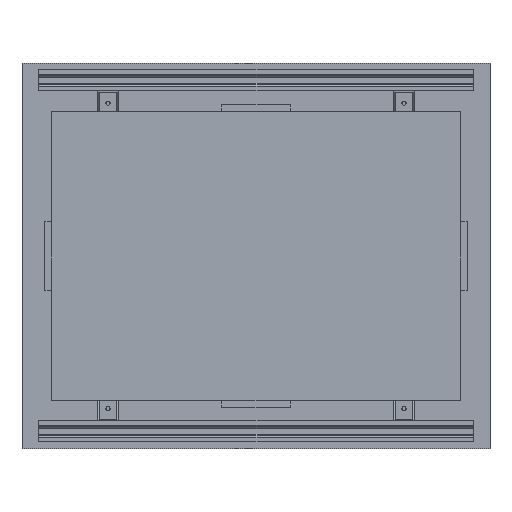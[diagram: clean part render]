
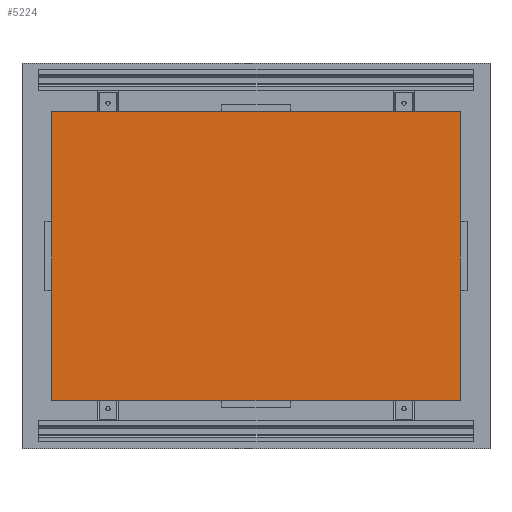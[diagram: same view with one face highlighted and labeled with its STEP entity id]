
A CAD part, top view. The second image highlights one B-rep face of the part: STEP entity #5224.
In plain terms, the highlighted planar face has unit normal (0, 0, 1).
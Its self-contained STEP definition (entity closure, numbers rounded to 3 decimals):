
#113=FACE_OUTER_BOUND('',#402,.T.);
#402=EDGE_LOOP('',(#3507,#3508,#3509,#3510));
#731=LINE('',#7271,#1464);
#757=LINE('',#7327,#1490);
#758=LINE('',#7329,#1491);
#759=LINE('',#7330,#1492);
#1464=VECTOR('',#5887,10.);
#1490=VECTOR('',#5935,10.);
#1491=VECTOR('',#5936,10.);
#1492=VECTOR('',#5937,10.);
#2190=VERTEX_POINT('',#7268);
#2191=VERTEX_POINT('',#7270);
#2210=VERTEX_POINT('',#7326);
#2211=VERTEX_POINT('',#7328);
#2697=EDGE_CURVE('',#2190,#2191,#731,.T.);
#2725=EDGE_CURVE('',#2191,#2210,#757,.T.);
#2726=EDGE_CURVE('',#2211,#2190,#758,.T.);
#2727=EDGE_CURVE('',#2210,#2211,#759,.T.);
#3507=ORIENTED_EDGE('',*,*,#2725,.F.);
#3508=ORIENTED_EDGE('',*,*,#2697,.F.);
#3509=ORIENTED_EDGE('',*,*,#2726,.F.);
#3510=ORIENTED_EDGE('',*,*,#2727,.F.);
#4951=PLANE('',#5536);
#5224=ADVANCED_FACE('',(#113),#4951,.F.);
#5536=AXIS2_PLACEMENT_3D('',#7325,#5933,#5934);
#5887=DIRECTION('',(1.,0.,0.));
#5933=DIRECTION('center_axis',(0.,0.,-1.));
#5934=DIRECTION('ref_axis',(-1.,0.,0.));
#5935=DIRECTION('',(0.,-1.,0.));
#5936=DIRECTION('',(0.,1.,0.));
#5937=DIRECTION('',(-1.,0.,0.));
#7268=CARTESIAN_POINT('',(-318.5,225.,2.));
#7270=CARTESIAN_POINT('',(-21.5,225.,2.));
#7271=CARTESIAN_POINT('',(-21.5,225.,2.));
#7325=CARTESIAN_POINT('Origin',(-170.,120.,2.));
#7326=CARTESIAN_POINT('',(-21.5,15.,2.));
#7327=CARTESIAN_POINT('',(-21.5,15.,2.));
#7328=CARTESIAN_POINT('',(-318.5,15.,2.));
#7329=CARTESIAN_POINT('',(-318.5,225.,2.));
#7330=CARTESIAN_POINT('',(-318.5,15.,2.));
